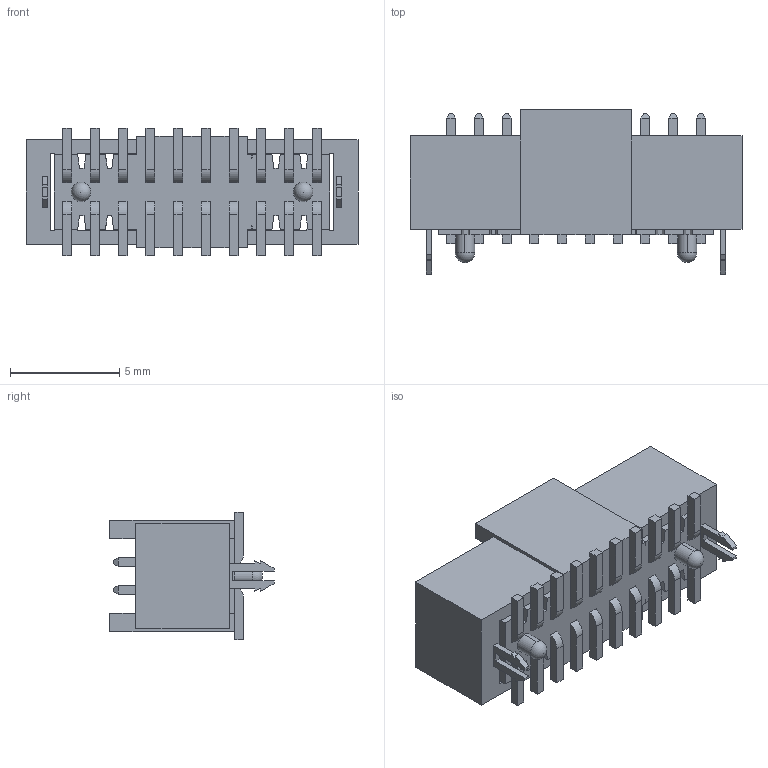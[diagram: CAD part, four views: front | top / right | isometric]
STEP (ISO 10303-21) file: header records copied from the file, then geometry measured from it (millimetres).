
FILE_DESCRIPTION (( 'STEP AP214' ), '1' );
FILE_NAME ('Samtec-$PARTNUMBER.STEP', '2015-04-01T14:52:26', ( 'Windows User' ), ( '' ), 'SwSTEP 2.0', 'SolidWorks 2015', '' );
FILE_SCHEMA (( 'AUTOMOTIVE_DESIGN' ));
Length unit declared in the file: inch
Products named in the file (1): Samtec-$PARTNUMBER
Bounding box: 15.19 x 7.52 x 5.84 mm (x, y, z)
Volume: 251.2 mm3; surface area: 700.2 mm2
Topology: 1 solids, 1 shells, 495 faces, 1307 edges, 828 vertices
Faces by surface type: plane 469, cylinder 24, sphere 2
Entity records: 18962 total; most frequent: CARTESIAN_POINT 2621, ORIENTED_EDGE 2602, DIRECTION 2341, EDGE_CURVE 1301, LINE 1253, VECTOR 1253, VERTEX_POINT 824, AXIS2_PLACEMENT_3D 544
